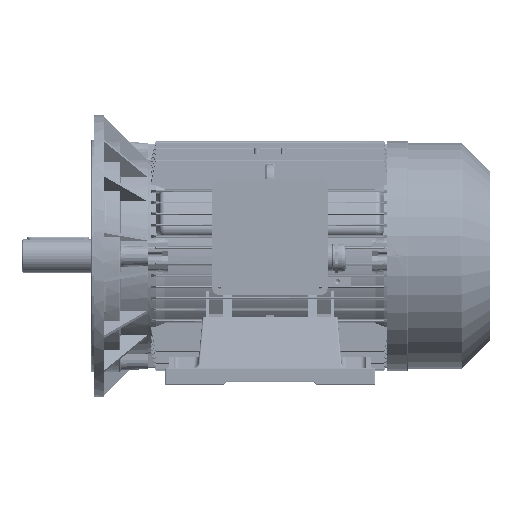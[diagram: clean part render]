
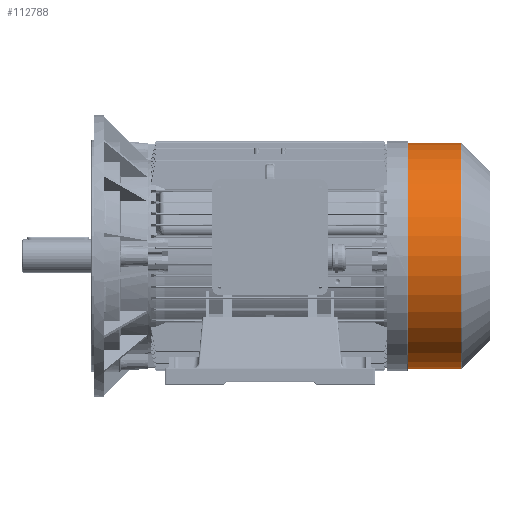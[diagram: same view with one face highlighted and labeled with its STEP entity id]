
A CAD part, front view. The second image highlights one B-rep face of the part: STEP entity #112788.
In plain terms, the highlighted cylindrical face has radius 219 mm (diameter 438 mm), a partial arc.
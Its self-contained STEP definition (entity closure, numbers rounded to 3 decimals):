
#9349 = CARTESIAN_POINT ( 'NONE',  ( 40.8, 0., 0. ) ) ;
#12217 = CYLINDRICAL_SURFACE ( 'NONE', #106807, 219. ) ;
#13093 = EDGE_CURVE ( 'NONE', #125201, #66907, #93831, .T. ) ;
#13435 = CARTESIAN_POINT ( 'NONE',  ( 144.182, 0., 219. ) ) ;
#28095 = CARTESIAN_POINT ( 'NONE',  ( 40.8, 0., -219. ) ) ;
#33120 = CARTESIAN_POINT ( 'NONE',  ( 0., 0., 219. ) ) ;
#37987 = AXIS2_PLACEMENT_3D ( 'NONE', #9349, #142995, #197965 ) ;
#42086 = VECTOR ( 'NONE', #194619, 1000. ) ;
#51409 = CARTESIAN_POINT ( 'NONE',  ( 40.8, 0., 219. ) ) ;
#61784 = DIRECTION ( 'NONE',  ( -1., 0., 0. ) ) ;
#65721 = LINE ( 'NONE', #33120, #199618 ) ;
#66907 = VERTEX_POINT ( 'NONE', #28095 ) ;
#67617 = ORIENTED_EDGE ( 'NONE', *, *, #113531, .T. ) ;
#82245 = LINE ( 'NONE', #214568, #42086 ) ;
#88495 = CARTESIAN_POINT ( 'NONE',  ( 0., 0., 0. ) ) ;
#93831 = CIRCLE ( 'NONE', #37987, 219. ) ;
#96544 = EDGE_LOOP ( 'NONE', ( #239485, #67617, #136716, #187293 ) ) ;
#106807 = AXIS2_PLACEMENT_3D ( 'NONE', #88495, #159741, #179687 ) ;
#112788 = ADVANCED_FACE ( 'NONE', ( #163402 ), #12217, .T. ) ;
#113531 = EDGE_CURVE ( 'NONE', #208416, #163365, #174722, .T. ) ;
#117553 = EDGE_CURVE ( 'NONE', #163365, #125201, #65721, .T. ) ;
#125201 = VERTEX_POINT ( 'NONE', #51409 ) ;
#136716 = ORIENTED_EDGE ( 'NONE', *, *, #117553, .T. ) ;
#142183 = CARTESIAN_POINT ( 'NONE',  ( 144.182, 0., -219. ) ) ;
#142995 = DIRECTION ( 'NONE',  ( 1., 0., 0. ) ) ;
#159741 = DIRECTION ( 'NONE',  ( -1., 0., 0. ) ) ;
#163365 = VERTEX_POINT ( 'NONE', #13435 ) ;
#163402 = FACE_OUTER_BOUND ( 'NONE', #96544, .T. ) ;
#174722 = CIRCLE ( 'NONE', #238525, 219. ) ;
#179687 = DIRECTION ( 'NONE',  ( 0., 0., 1. ) ) ;
#183029 = DIRECTION ( 'NONE',  ( -1., 0., 0. ) ) ;
#187293 = ORIENTED_EDGE ( 'NONE', *, *, #13093, .T. ) ;
#194121 = CARTESIAN_POINT ( 'NONE',  ( 144.182, 0., 0. ) ) ;
#194619 = DIRECTION ( 'NONE',  ( -1., 0., 0. ) ) ;
#197965 = DIRECTION ( 'NONE',  ( 0., 0., 1. ) ) ;
#199618 = VECTOR ( 'NONE', #183029, 1000. ) ;
#208416 = VERTEX_POINT ( 'NONE', #142183 ) ;
#211162 = EDGE_CURVE ( 'NONE', #208416, #66907, #82245, .T. ) ;
#214568 = CARTESIAN_POINT ( 'NONE',  ( 0., 0., -219. ) ) ;
#232819 = DIRECTION ( 'NONE',  ( 0., 0., -1. ) ) ;
#238525 = AXIS2_PLACEMENT_3D ( 'NONE', #194121, #61784, #232819 ) ;
#239485 = ORIENTED_EDGE ( 'NONE', *, *, #211162, .F. ) ;
